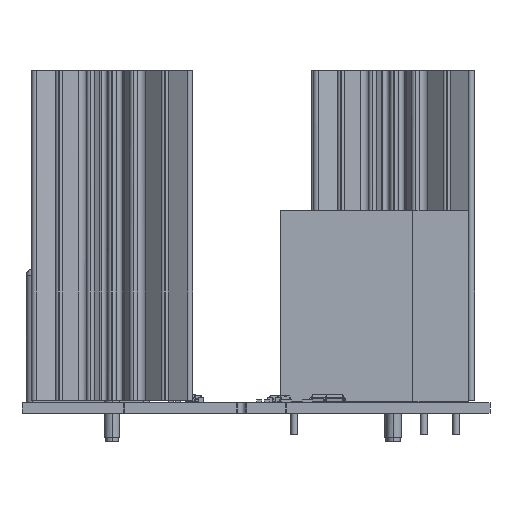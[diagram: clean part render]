
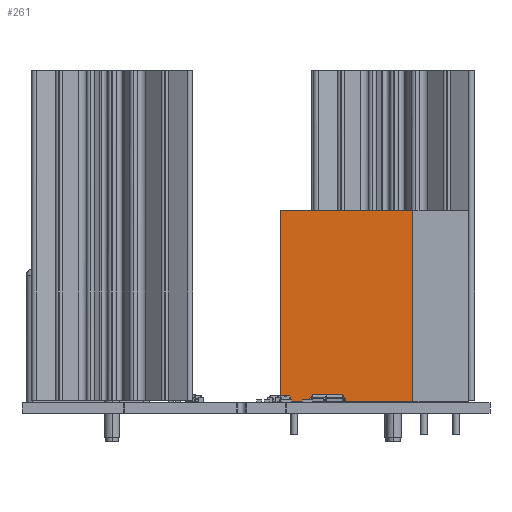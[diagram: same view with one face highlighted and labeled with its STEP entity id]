
A CAD part, left-side view. The second image highlights one B-rep face of the part: STEP entity #261.
In plain terms, the highlighted free-form (B-spline) face has degree [1, 1] with [2, 2] control points.
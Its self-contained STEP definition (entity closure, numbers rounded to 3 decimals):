
#167 = B_SPLINE_SURFACE_WITH_KNOTS('',1,1,(
    (#168,#169)
    ,(#170,#171
    )),.UNSPECIFIED.,.F.,.F.,.F.,(2,2),(2,2),(0.,13.5),(-29.5,0.),
  .PIECEWISE_BEZIER_KNOTS.);
#168 = CARTESIAN_POINT('',(-2.1,10.5,29.6));
#169 = CARTESIAN_POINT('',(-2.1,10.5,0.1));
#170 = CARTESIAN_POINT('',(-2.1,-3.,29.6));
#171 = CARTESIAN_POINT('',(-2.1,-3.,0.1));
#190 = VERTEX_POINT('',#191);
#191 = CARTESIAN_POINT('',(-2.1,-3.,29.6));
#203 = B_SPLINE_SURFACE_WITH_KNOTS('',1,1,(
    (#204,#205)
    ,(#206,#207
    )),.UNSPECIFIED.,.F.,.F.,.F.,(2,2),(2,2),(-16.443,
    12.557),(-11.75,11.75),.PIECEWISE_BEZIER_KNOTS.);
#204 = CARTESIAN_POINT('',(-2.1,-8.,29.6));
#205 = CARTESIAN_POINT('',(-2.1,15.5,29.6));
#206 = CARTESIAN_POINT('',(26.9,-8.,29.6));
#207 = CARTESIAN_POINT('',(26.9,15.5,29.6));
#214 = EDGE_CURVE('',#215,#190,#217,.T.);
#215 = VERTEX_POINT('',#216);
#216 = CARTESIAN_POINT('',(-2.1,-3.,0.1));
#217 = SURFACE_CURVE('',#218,(#221,#227),.PCURVE_S1.);
#218 = B_SPLINE_CURVE_WITH_KNOTS('',1,(#219,#220),.UNSPECIFIED.,.F.,.F.,
  (2,2),(0.,29.5),.PIECEWISE_BEZIER_KNOTS.);
#219 = CARTESIAN_POINT('',(-2.1,-3.,0.1));
#220 = CARTESIAN_POINT('',(-2.1,-3.,29.6));
#221 = PCURVE('',#167,#222);
#222 = DEFINITIONAL_REPRESENTATION('',(#223),#226);
#223 = B_SPLINE_CURVE_WITH_KNOTS('',1,(#224,#225),.UNSPECIFIED.,.F.,.F.,
  (2,2),(0.,29.5),.PIECEWISE_BEZIER_KNOTS.);
#224 = CARTESIAN_POINT('',(13.5,0.));
#225 = CARTESIAN_POINT('',(13.5,-29.5));
#226 = ( GEOMETRIC_REPRESENTATION_CONTEXT(2) 
PARAMETRIC_REPRESENTATION_CONTEXT() REPRESENTATION_CONTEXT('2D SPACE',''
  ) );
#227 = PCURVE('',#228,#233);
#228 = B_SPLINE_SURFACE_WITH_KNOTS('',1,1,(
    (#229,#230)
    ,(#231,#232
    )),.UNSPECIFIED.,.F.,.F.,.F.,(2,2),(2,2),(0.,20.4),(-29.5,0.),
  .PIECEWISE_BEZIER_KNOTS.);
#229 = CARTESIAN_POINT('',(-2.1,-3.,29.6));
#230 = CARTESIAN_POINT('',(-2.1,-3.,0.1));
#231 = CARTESIAN_POINT('',(18.3,-3.,29.6));
#232 = CARTESIAN_POINT('',(18.3,-3.,0.1));
#233 = DEFINITIONAL_REPRESENTATION('',(#234),#237);
#234 = B_SPLINE_CURVE_WITH_KNOTS('',1,(#235,#236),.UNSPECIFIED.,.F.,.F.,
  (2,2),(0.,29.5),.PIECEWISE_BEZIER_KNOTS.);
#235 = CARTESIAN_POINT('',(0.,0.));
#236 = CARTESIAN_POINT('',(0.,-29.5));
#237 = ( GEOMETRIC_REPRESENTATION_CONTEXT(2) 
PARAMETRIC_REPRESENTATION_CONTEXT() REPRESENTATION_CONTEXT('2D SPACE',''
  ) );
#251 = B_SPLINE_SURFACE_WITH_KNOTS('',1,1,(
    (#252,#253)
    ,(#254,#255
    )),.UNSPECIFIED.,.F.,.F.,.F.,(2,2),(2,2),(-16.443,
    12.557),(-11.75,11.75),.PIECEWISE_BEZIER_KNOTS.);
#252 = CARTESIAN_POINT('',(-2.1,-8.,0.1));
#253 = CARTESIAN_POINT('',(-2.1,15.5,0.1));
#254 = CARTESIAN_POINT('',(26.9,-8.,0.1));
#255 = CARTESIAN_POINT('',(26.9,15.5,0.1));
#261 = ADVANCED_FACE('',(#262),#228,.F.);
#262 = FACE_BOUND('',#263,.F.);
#263 = EDGE_LOOP('',(#264,#265,#285,#310));
#264 = ORIENTED_EDGE('',*,*,#214,.T.);
#265 = ORIENTED_EDGE('',*,*,#266,.T.);
#266 = EDGE_CURVE('',#190,#267,#269,.T.);
#267 = VERTEX_POINT('',#268);
#268 = CARTESIAN_POINT('',(18.3,-3.,29.6));
#269 = SURFACE_CURVE('',#270,(#273,#279),.PCURVE_S1.);
#270 = B_SPLINE_CURVE_WITH_KNOTS('',1,(#271,#272),.UNSPECIFIED.,.F.,.F.,
  (2,2),(0.,20.4),.PIECEWISE_BEZIER_KNOTS.);
#271 = CARTESIAN_POINT('',(-2.1,-3.,29.6));
#272 = CARTESIAN_POINT('',(18.3,-3.,29.6));
#273 = PCURVE('',#228,#274);
#274 = DEFINITIONAL_REPRESENTATION('',(#275),#278);
#275 = B_SPLINE_CURVE_WITH_KNOTS('',1,(#276,#277),.UNSPECIFIED.,.F.,.F.,
  (2,2),(0.,20.4),.PIECEWISE_BEZIER_KNOTS.);
#276 = CARTESIAN_POINT('',(0.,-29.5));
#277 = CARTESIAN_POINT('',(20.4,-29.5));
#278 = ( GEOMETRIC_REPRESENTATION_CONTEXT(2) 
PARAMETRIC_REPRESENTATION_CONTEXT() REPRESENTATION_CONTEXT('2D SPACE',''
  ) );
#279 = PCURVE('',#203,#280);
#280 = DEFINITIONAL_REPRESENTATION('',(#281),#284);
#281 = B_SPLINE_CURVE_WITH_KNOTS('',1,(#282,#283),.UNSPECIFIED.,.F.,.F.,
  (2,2),(0.,20.4),.PIECEWISE_BEZIER_KNOTS.);
#282 = CARTESIAN_POINT('',(-16.443,-6.75));
#283 = CARTESIAN_POINT('',(3.957,-6.75));
#284 = ( GEOMETRIC_REPRESENTATION_CONTEXT(2) 
PARAMETRIC_REPRESENTATION_CONTEXT() REPRESENTATION_CONTEXT('2D SPACE',''
  ) );
#285 = ORIENTED_EDGE('',*,*,#286,.F.);
#286 = EDGE_CURVE('',#287,#267,#289,.T.);
#287 = VERTEX_POINT('',#288);
#288 = CARTESIAN_POINT('',(18.3,-3.,0.1));
#289 = SURFACE_CURVE('',#290,(#293,#299),.PCURVE_S1.);
#290 = B_SPLINE_CURVE_WITH_KNOTS('',1,(#291,#292),.UNSPECIFIED.,.F.,.F.,
  (2,2),(0.,29.5),.PIECEWISE_BEZIER_KNOTS.);
#291 = CARTESIAN_POINT('',(18.3,-3.,0.1));
#292 = CARTESIAN_POINT('',(18.3,-3.,29.6));
#293 = PCURVE('',#228,#294);
#294 = DEFINITIONAL_REPRESENTATION('',(#295),#298);
#295 = B_SPLINE_CURVE_WITH_KNOTS('',1,(#296,#297),.UNSPECIFIED.,.F.,.F.,
  (2,2),(0.,29.5),.PIECEWISE_BEZIER_KNOTS.);
#296 = CARTESIAN_POINT('',(20.4,0.));
#297 = CARTESIAN_POINT('',(20.4,-29.5));
#298 = ( GEOMETRIC_REPRESENTATION_CONTEXT(2) 
PARAMETRIC_REPRESENTATION_CONTEXT() REPRESENTATION_CONTEXT('2D SPACE',''
  ) );
#299 = PCURVE('',#300,#305);
#300 = B_SPLINE_SURFACE_WITH_KNOTS('',1,1,(
    (#301,#302)
    ,(#303,#304
    )),.UNSPECIFIED.,.F.,.F.,.F.,(2,2),(2,2),(0.,5.),(-29.5,0.),
  .PIECEWISE_BEZIER_KNOTS.);
#301 = CARTESIAN_POINT('',(18.3,-3.,29.6));
#302 = CARTESIAN_POINT('',(18.3,-3.,0.1));
#303 = CARTESIAN_POINT('',(18.3,-8.,29.6));
#304 = CARTESIAN_POINT('',(18.3,-8.,0.1));
#305 = DEFINITIONAL_REPRESENTATION('',(#306),#309);
#306 = B_SPLINE_CURVE_WITH_KNOTS('',1,(#307,#308),.UNSPECIFIED.,.F.,.F.,
  (2,2),(0.,29.5),.PIECEWISE_BEZIER_KNOTS.);
#307 = CARTESIAN_POINT('',(0.,0.));
#308 = CARTESIAN_POINT('',(0.,-29.5));
#309 = ( GEOMETRIC_REPRESENTATION_CONTEXT(2) 
PARAMETRIC_REPRESENTATION_CONTEXT() REPRESENTATION_CONTEXT('2D SPACE',''
  ) );
#310 = ORIENTED_EDGE('',*,*,#311,.F.);
#311 = EDGE_CURVE('',#215,#287,#312,.T.);
#312 = SURFACE_CURVE('',#313,(#316,#322),.PCURVE_S1.);
#313 = B_SPLINE_CURVE_WITH_KNOTS('',1,(#314,#315),.UNSPECIFIED.,.F.,.F.,
  (2,2),(0.,20.4),.PIECEWISE_BEZIER_KNOTS.);
#314 = CARTESIAN_POINT('',(-2.1,-3.,0.1));
#315 = CARTESIAN_POINT('',(18.3,-3.,0.1));
#316 = PCURVE('',#228,#317);
#317 = DEFINITIONAL_REPRESENTATION('',(#318),#321);
#318 = B_SPLINE_CURVE_WITH_KNOTS('',1,(#319,#320),.UNSPECIFIED.,.F.,.F.,
  (2,2),(0.,20.4),.PIECEWISE_BEZIER_KNOTS.);
#319 = CARTESIAN_POINT('',(0.,0.));
#320 = CARTESIAN_POINT('',(20.4,0.));
#321 = ( GEOMETRIC_REPRESENTATION_CONTEXT(2) 
PARAMETRIC_REPRESENTATION_CONTEXT() REPRESENTATION_CONTEXT('2D SPACE',''
  ) );
#322 = PCURVE('',#251,#323);
#323 = DEFINITIONAL_REPRESENTATION('',(#324),#327);
#324 = B_SPLINE_CURVE_WITH_KNOTS('',1,(#325,#326),.UNSPECIFIED.,.F.,.F.,
  (2,2),(0.,20.4),.PIECEWISE_BEZIER_KNOTS.);
#325 = CARTESIAN_POINT('',(-16.443,-6.75));
#326 = CARTESIAN_POINT('',(3.957,-6.75));
#327 = ( GEOMETRIC_REPRESENTATION_CONTEXT(2) 
PARAMETRIC_REPRESENTATION_CONTEXT() REPRESENTATION_CONTEXT('2D SPACE',''
  ) );
